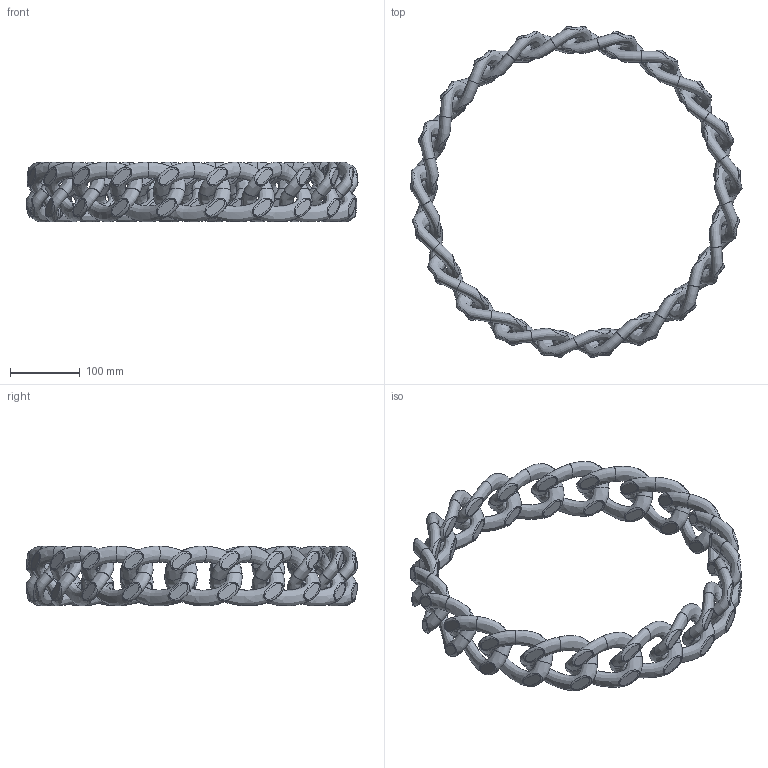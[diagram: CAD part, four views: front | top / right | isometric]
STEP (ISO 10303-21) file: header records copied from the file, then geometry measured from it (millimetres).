
FILE_DESCRIPTION(('FreeCAD Model'),'2;1');
FILE_NAME('Open CASCADE Shape Model','2025-05-04T03:47:48',('FreeCAD'),( 'FreeCAD'),'Open CASCADE STEP processor 7.6','FreeCAD','Unknown');
FILE_SCHEMA(('AUTOMOTIVE_DESIGN { 1 0 10303 214 1 1 1 1 }'));
Products named in the file (1): Open CASCADE STEP translator 7.6 1
Bounding box: 476.53 x 475.23 x 85.93 mm (x, y, z)
Volume: 1589457.9 mm3; surface area: 344836.4 mm2
Topology: 21 solids, 21 shells, 231 faces, 378 edges, 231 vertices
Faces by surface type: bspline 231
Entity records: 41236 total; most frequent: CARTESIAN_POINT 38491, ORIENTED_EDGE 756, EDGE_CURVE 378, FACE_BOUND 315, EDGE_LOOP 315, ADVANCED_FACE 231, VERTEX_POINT 231, B_SPLINE_CURVE_WITH_KNOTS 231
